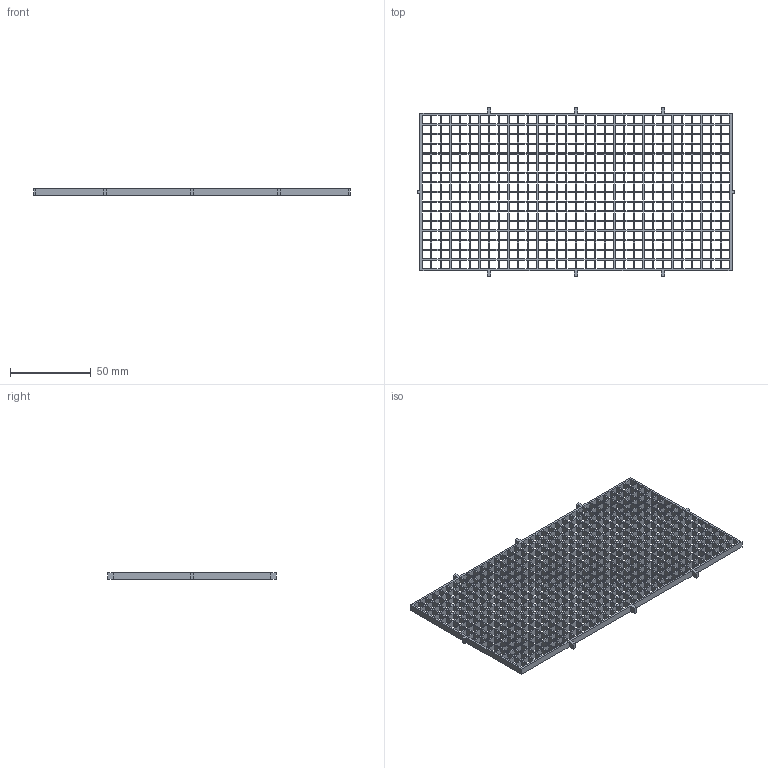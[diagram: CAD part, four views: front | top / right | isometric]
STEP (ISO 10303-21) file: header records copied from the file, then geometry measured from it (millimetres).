
FILE_DESCRIPTION(/* description */ (''),/* implementation_level */ '2;1');
FILE_NAME(/* name */ '栅格.stp',/* time_stamp */ '2022-01-14T17:07:08+08:00',/* author */ ('HACK'),/* organization */ (''),/* preprocessor_version */ 'ST-DEVELOPER v18.1',/* originating_system */ 'Autodesk Inventor 2021',/* authorisation */ '');
FILE_SCHEMA (('AUTOMOTIVE_DESIGN { 1 0 10303 214 3 1 1 }'));
Length unit declared in the file: millimetre
Products named in the file (1): 栅格
Bounding box: 196.8 x 104.8 x 4 mm (x, y, z)
Volume: 20628.6 mm3; surface area: 55437.5 mm2
Topology: 1 solids, 1 shells, 2086 faces, 6252 edges, 4168 vertices
Faces by surface type: plane 2086
Entity records: 70885 total; most frequent: CARTESIAN_POINT 12507, ORIENTED_EDGE 12504, DIRECTION 10426, LINE 6252, VECTOR 6252, EDGE_CURVE 6252, VERTEX_POINT 4168, EDGE_LOOP 3110
